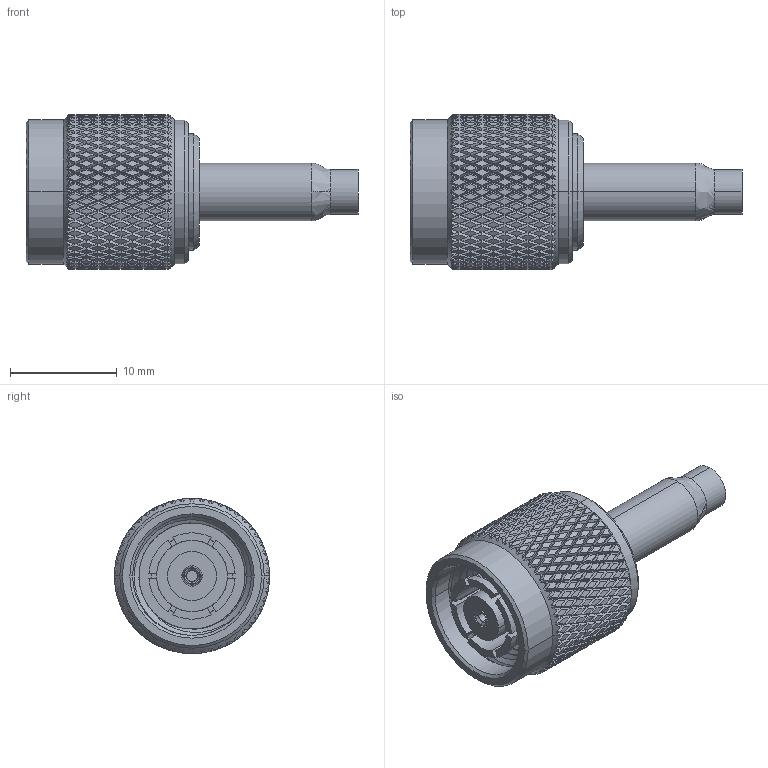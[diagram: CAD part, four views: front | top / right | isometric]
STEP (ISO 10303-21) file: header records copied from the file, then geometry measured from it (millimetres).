
FILE_DESCRIPTION (( 'STEP AP214' ), '1' );
FILE_NAME ('LCCN45949_3D.step', '2023-05-09T22:31:41', ( '' ), ( '' ), 'SwSTEP 2.0', 'SolidWorks 2022', '' );
FILE_SCHEMA (( 'AUTOMOTIVE_DESIGN' ));
Length unit declared in the file: inch
Products named in the file (1): LCCN45949_3D
Bounding box: 31.05 x 14.5 x 14.5 mm (x, y, z)
Volume: 2054.3 mm3; surface area: 2857.1 mm2
Topology: 3 solids, 3 shells, 2668 faces, 5668 edges, 3016 vertices
Faces by surface type: bspline 2007, cylinder 571, plane 56, cone 34
Entity records: 102559 total; most frequent: CARTESIAN_POINT 67651, ORIENTED_EDGE 11336, EDGE_CURVE 5668, VERTEX_POINT 3016, EDGE_LOOP 2682, FACE_OUTER_BOUND 2668, ADVANCED_FACE 2668, B_SPLINE_CURVE_WITH_KNOTS 2292
